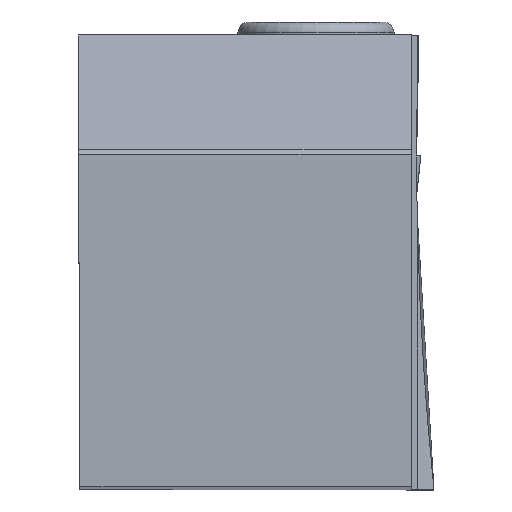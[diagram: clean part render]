
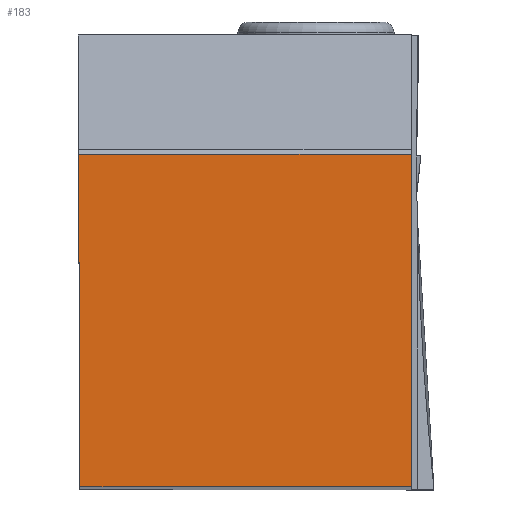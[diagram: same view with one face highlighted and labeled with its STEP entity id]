
A CAD part, top view. The second image highlights one B-rep face of the part: STEP entity #183.
In plain terms, the highlighted planar face has unit normal (0, 0, 1).
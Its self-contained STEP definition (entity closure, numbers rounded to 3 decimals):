
#183=ADVANCED_FACE('BLANK_BOXF006',(#285),#231,.F.);
#231=PLANE('',#1310);
#285=FACE_OUTER_BOUND('',#342,.T.);
#342=EDGE_LOOP('',(#607,#608,#609,#610));
#607=ORIENTED_EDGE('',*,*,#933,.T.);
#608=ORIENTED_EDGE('',*,*,#934,.T.);
#609=ORIENTED_EDGE('',*,*,#929,.T.);
#610=ORIENTED_EDGE('',*,*,#911,.T.);
#776=VERTEX_POINT('',#2031);
#777=VERTEX_POINT('',#2033);
#789=VERTEX_POINT('',#2103);
#792=VERTEX_POINT('',#2111);
#911=EDGE_CURVE('',#777,#776,#1029,.T.);
#929=EDGE_CURVE('',#789,#777,#1044,.T.);
#933=EDGE_CURVE('',#776,#792,#1048,.T.);
#934=EDGE_CURVE('',#792,#789,#1049,.T.);
#1029=LINE('',#2032,#1145);
#1044=LINE('',#2102,#1160);
#1048=LINE('',#2110,#1164);
#1049=LINE('',#2112,#1165);
#1145=VECTOR('',#1544,1.);
#1160=VECTOR('',#1569,1.);
#1164=VECTOR('',#1575,1.);
#1165=VECTOR('',#1576,1.);
#1310=AXIS2_PLACEMENT_3D('',#2113,#1577,#1578);
#1544=DIRECTION('',(1.,0.,0.));
#1569=DIRECTION('',(0.004,-1.,0.));
#1575=DIRECTION('',(0.,1.,0.));
#1576=DIRECTION('',(-1.,0.,0.));
#1577=DIRECTION('',(0.,0.,-1.));
#1578=DIRECTION('',(0.,-1.,0.));
#2031=CARTESIAN_POINT('',(25.273,0.,0.));
#2032=CARTESIAN_POINT('',(-151.4,0.,0.));
#2033=CARTESIAN_POINT('',(0.11,0.,0.));
#2102=CARTESIAN_POINT('',(-0.55,151.399,0.));
#2103=CARTESIAN_POINT('',(0.,25.273,0.));
#2110=CARTESIAN_POINT('',(25.273,-151.4,0.));
#2111=CARTESIAN_POINT('',(25.273,25.273,0.));
#2112=CARTESIAN_POINT('',(151.4,25.273,0.));
#2113=CARTESIAN_POINT('',(27.002,-5.,0.));
